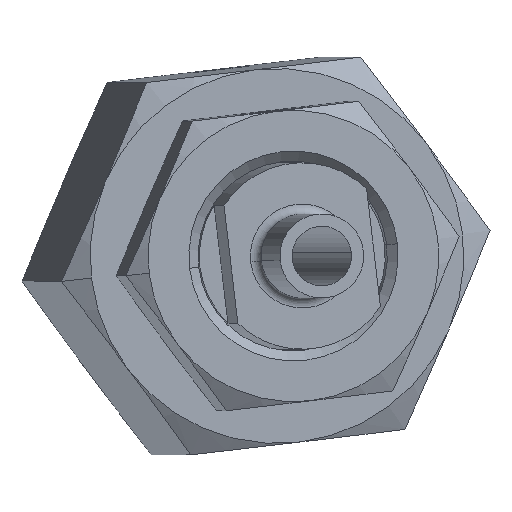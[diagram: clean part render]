
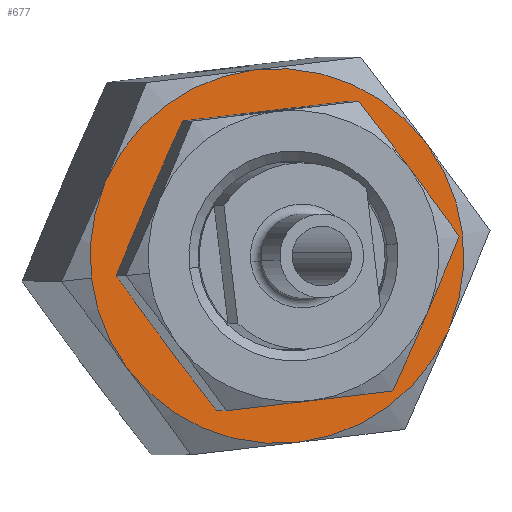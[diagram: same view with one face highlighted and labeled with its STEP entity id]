
A CAD part, left-side view. The second image highlights one B-rep face of the part: STEP entity #677.
In plain terms, the highlighted face is planar.
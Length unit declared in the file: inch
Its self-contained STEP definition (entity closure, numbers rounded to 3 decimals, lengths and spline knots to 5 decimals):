
#124 = EDGE_CURVE ( 'NONE', #12176, #9850, #21738, .T. ) ;
#271 = DIRECTION ( 'NONE',  ( 0., 0., -1. ) ) ;
#471 = CARTESIAN_POINT ( 'NONE',  ( 0., 0., 0. ) ) ;
#496 = ORIENTED_EDGE ( 'NONE', *, *, #15053, .F. ) ;
#624 = CARTESIAN_POINT ( 'NONE',  ( 0., -0.15473, 0.37932 ) ) ;
#649 = ORIENTED_EDGE ( 'NONE', *, *, #11657, .T. ) ;
#677 = ADVANCED_FACE ( 'NONE', ( #14880, #13171 ), #2198, .T. ) ;
#737 = CIRCLE ( 'NONE', #17954, 0.5625 ) ;
#835 = CARTESIAN_POINT ( 'NONE',  ( 0., -0.23904, 0.33955 ) ) ;
#1085 = CIRCLE ( 'NONE', #5495, 0.5625 ) ;
#1208 = VERTEX_POINT ( 'NONE', #1691 ) ;
#1443 = DIRECTION ( 'NONE',  ( 0., 0., -1. ) ) ;
#1519 = ORIENTED_EDGE ( 'NONE', *, *, #14659, .T. ) ;
#1691 = CARTESIAN_POINT ( 'NONE',  ( 0., 0.48714, 0.28125 ) ) ;
#1817 = VERTEX_POINT ( 'NONE', #17300 ) ;
#1870 = CIRCLE ( 'NONE', #7379, 0.5625 ) ;
#2198 = PLANE ( 'NONE',  #5493 ) ;
#2427 = DIRECTION ( 'NONE',  ( 1., 0., 0. ) ) ;
#2442 = DIRECTION ( 'NONE',  ( 0., 0., -1. ) ) ;
#3193 = CARTESIAN_POINT ( 'NONE',  ( 0., 0., 0. ) ) ;
#3210 = DIRECTION ( 'NONE',  ( -1., 0., 0. ) ) ;
#3286 = DIRECTION ( 'NONE',  ( 1., 0., 0. ) ) ;
#3741 = EDGE_CURVE ( 'NONE', #10293, #13615, #8902, .T. ) ;
#3897 = CARTESIAN_POINT ( 'NONE',  ( 0., 0., 0.5625 ) ) ;
#4435 = CARTESIAN_POINT ( 'NONE',  ( 0., -0.324, 0.2524 ) ) ;
#4511 = CARTESIAN_POINT ( 'NONE',  ( 0., -0.18506, 0.36687 ) ) ;
#4892 = VERTEX_POINT ( 'NONE', #21170 ) ;
#4920 = EDGE_CURVE ( 'NONE', #4892, #1208, #6312, .T. ) ;
#4926 = VERTEX_POINT ( 'NONE', #12480 ) ;
#5393 = CARTESIAN_POINT ( 'NONE',  ( 0., -0.3724, 0.16173 ) ) ;
#5398 = AXIS2_PLACEMENT_3D ( 'NONE', #23104, #3210, #23256 ) ;
#5493 = AXIS2_PLACEMENT_3D ( 'NONE', #8205, #11641, #2442 ) ;
#5495 = AXIS2_PLACEMENT_3D ( 'NONE', #7546, #13070, #271 ) ;
#5546 = CARTESIAN_POINT ( 'NONE',  ( 0., 0., 0. ) ) ;
#6123 = CARTESIAN_POINT ( 'NONE',  ( 0., -0.09139, 0.39558 ) ) ;
#6312 = CIRCLE ( 'NONE', #21802, 0.5625 ) ;
#6883 = B_SPLINE_CURVE_WITH_KNOTS ( 'NONE', 3,
 ( #6123, #18945, #17181, #624, #15262, #10061 ),
 .UNSPECIFIED., .F., .F.,
 ( 4, 2, 4 ),
 ( 0.02756, 0.0288, 0.03003 ),
 .UNSPECIFIED. ) ;
#6956 = CARTESIAN_POINT ( 'NONE',  ( 0., 0., 0. ) ) ;
#7008 = CARTESIAN_POINT ( 'NONE',  ( 0., -0.3724, 0.16173 ) ) ;
#7106 = DIRECTION ( 'NONE',  ( 1., 0., 0. ) ) ;
#7379 = AXIS2_PLACEMENT_3D ( 'NONE', #471, #16870, #15269 ) ;
#7546 = CARTESIAN_POINT ( 'NONE',  ( 0., 0., 0. ) ) ;
#7650 = EDGE_CURVE ( 'NONE', #19427, #20520, #6883, .T. ) ;
#7752 = CIRCLE ( 'NONE', #10644, 0.5625 ) ;
#8205 = CARTESIAN_POINT ( 'NONE',  ( 0., 0.32476, 0.5625 ) ) ;
#8424 = CARTESIAN_POINT ( 'NONE',  ( 0., 0., 0. ) ) ;
#8614 = CARTESIAN_POINT ( 'NONE',  ( 0., -0.36025, 0.19387 ) ) ;
#8630 = DIRECTION ( 'NONE',  ( 0., -1., 0. ) ) ;
#8771 = EDGE_CURVE ( 'NONE', #1208, #10893, #18009, .T. ) ;
#8902 = CIRCLE ( 'NONE', #21359, 0.5625 ) ;
#8931 = CIRCLE ( 'NONE', #5398, 0.406 ) ;
#9850 = VERTEX_POINT ( 'NONE', #5393 ) ;
#10061 = CARTESIAN_POINT ( 'NONE',  ( 0., -0.18506, 0.36687 ) ) ;
#10121 = EDGE_CURVE ( 'NONE', #1817, #9850, #22909, .T. ) ;
#10126 = ORIENTED_EDGE ( 'NONE', *, *, #13631, .F. ) ;
#10293 = VERTEX_POINT ( 'NONE', #19094 ) ;
#10307 = AXIS2_PLACEMENT_3D ( 'NONE', #5546, #13256, #14927 ) ;
#10644 = AXIS2_PLACEMENT_3D ( 'NONE', #8424, #3286, #1443 ) ;
#10893 = VERTEX_POINT ( 'NONE', #3897 ) ;
#11634 = CARTESIAN_POINT ( 'NONE',  ( 0., -0.48714, -0.28125 ) ) ;
#11641 = DIRECTION ( 'NONE',  ( 1., 0., 0. ) ) ;
#11657 = EDGE_CURVE ( 'NONE', #13615, #23226, #1085, .T. ) ;
#11713 = ORIENTED_EDGE ( 'NONE', *, *, #3741, .T. ) ;
#12153 = DIRECTION ( 'NONE',  ( -1., 0., 0. ) ) ;
#12176 = VERTEX_POINT ( 'NONE', #13681 ) ;
#12480 = CARTESIAN_POINT ( 'NONE',  ( 0., 0., 0.406 ) ) ;
#12919 = CARTESIAN_POINT ( 'NONE',  ( 0., -0.09139, 0.39558 ) ) ;
#13070 = DIRECTION ( 'NONE',  ( 1., 0., 0. ) ) ;
#13171 = FACE_OUTER_BOUND ( 'NONE', #22683, .T. ) ;
#13256 = DIRECTION ( 'NONE',  ( -1., 0., 0. ) ) ;
#13615 = VERTEX_POINT ( 'NONE', #11634 ) ;
#13631 = EDGE_CURVE ( 'NONE', #20520, #12176, #16400, .T. ) ;
#13667 = ORIENTED_EDGE ( 'NONE', *, *, #7650, .F. ) ;
#13681 = CARTESIAN_POINT ( 'NONE',  ( 0., -0.324, 0.2524 ) ) ;
#13948 = CARTESIAN_POINT ( 'NONE',  ( 0., 0., 0. ) ) ;
#14659 = EDGE_CURVE ( 'NONE', #23616, #10293, #1870, .T. ) ;
#14880 = FACE_BOUND ( 'NONE', #20805, .T. ) ;
#14927 = DIRECTION ( 'NONE',  ( 0., 0., 1. ) ) ;
#14996 = ORIENTED_EDGE ( 'NONE', *, *, #15887, .T. ) ;
#15051 = ORIENTED_EDGE ( 'NONE', *, *, #21878, .T. ) ;
#15053 = EDGE_CURVE ( 'NONE', #23616, #10893, #737, .T. ) ;
#15262 = CARTESIAN_POINT ( 'NONE',  ( 0., -0.17006, 0.37358 ) ) ;
#15269 = DIRECTION ( 'NONE',  ( 0., 0., -1. ) ) ;
#15320 = CARTESIAN_POINT ( 'NONE',  ( 0., -0.2867, 0.30005 ) ) ;
#15395 = ORIENTED_EDGE ( 'NONE', *, *, #4920, .T. ) ;
#15570 = DIRECTION ( 'NONE',  ( 0., 0., -1. ) ) ;
#15822 = AXIS2_PLACEMENT_3D ( 'NONE', #22468, #2427, #18831 ) ;
#15887 = EDGE_CURVE ( 'NONE', #4926, #1817, #20474, .T. ) ;
#16303 = ORIENTED_EDGE ( 'NONE', *, *, #21800, .T. ) ;
#16400 = B_SPLINE_CURVE_WITH_KNOTS ( 'NONE', 3,
 ( #4511, #835, #15320, #4435 ),
 .UNSPECIFIED., .F., .F.,
 ( 4, 4 ),
 ( 0., 0.00461 ),
 .UNSPECIFIED. ) ;
#16870 = DIRECTION ( 'NONE',  ( 1., 0., 0. ) ) ;
#16885 = CARTESIAN_POINT ( 'NONE',  ( 0., -0.18506, 0.36687 ) ) ;
#17181 = CARTESIAN_POINT ( 'NONE',  ( 0., -0.12339, 0.38891 ) ) ;
#17248 = ORIENTED_EDGE ( 'NONE', *, *, #124, .F. ) ;
#17300 = CARTESIAN_POINT ( 'NONE',  ( 0., 0., -0.406 ) ) ;
#17479 = CARTESIAN_POINT ( 'NONE',  ( 0., -0.48714, 0.28125 ) ) ;
#17546 = DIRECTION ( 'NONE',  ( -1., 0., 0. ) ) ;
#17622 = DIRECTION ( 'NONE',  ( 0., 0., 1. ) ) ;
#17954 = AXIS2_PLACEMENT_3D ( 'NONE', #3193, #12153, #8630 ) ;
#18009 = CIRCLE ( 'NONE', #15822, 0.5625 ) ;
#18270 = AXIS2_PLACEMENT_3D ( 'NONE', #13948, #17546, #17622 ) ;
#18517 = CARTESIAN_POINT ( 'NONE',  ( 0., 0., -0.5625 ) ) ;
#18831 = DIRECTION ( 'NONE',  ( 0., 0., -1. ) ) ;
#18945 = CARTESIAN_POINT ( 'NONE',  ( 0., -0.1074, 0.39274 ) ) ;
#19094 = CARTESIAN_POINT ( 'NONE',  ( 0., -0.5625, 0. ) ) ;
#19427 = VERTEX_POINT ( 'NONE', #12919 ) ;
#19780 = DIRECTION ( 'NONE',  ( 0., 0., -1. ) ) ;
#20474 = CIRCLE ( 'NONE', #18270, 0.406 ) ;
#20520 = VERTEX_POINT ( 'NONE', #16885 ) ;
#20805 = EDGE_LOOP ( 'NONE', ( #17248, #10126, #13667, #15051, #14996, #21362 ) ) ;
#21170 = CARTESIAN_POINT ( 'NONE',  ( 0., 0.48714, -0.28125 ) ) ;
#21359 = AXIS2_PLACEMENT_3D ( 'NONE', #23705, #7106, #15570 ) ;
#21362 = ORIENTED_EDGE ( 'NONE', *, *, #10121, .T. ) ;
#21738 = B_SPLINE_CURVE_WITH_KNOTS ( 'NONE', 3,
 ( #23456, #23529, #8614, #7008 ),
 .UNSPECIFIED., .F., .F.,
 ( 4, 4 ),
 ( 0., 0.00261 ),
 .UNSPECIFIED. ) ;
#21800 = EDGE_CURVE ( 'NONE', #23226, #4892, #7752, .T. ) ;
#21802 = AXIS2_PLACEMENT_3D ( 'NONE', #6956, #23332, #19780 ) ;
#21878 = EDGE_CURVE ( 'NONE', #19427, #4926, #8931, .T. ) ;
#22411 = ORIENTED_EDGE ( 'NONE', *, *, #8771, .T. ) ;
#22468 = CARTESIAN_POINT ( 'NONE',  ( 0., 0., 0. ) ) ;
#22683 = EDGE_LOOP ( 'NONE', ( #649, #16303, #15395, #22411, #496, #1519, #11713 ) ) ;
#22909 = CIRCLE ( 'NONE', #10307, 0.406 ) ;
#23104 = CARTESIAN_POINT ( 'NONE',  ( 0., 0., 0. ) ) ;
#23226 = VERTEX_POINT ( 'NONE', #18517 ) ;
#23256 = DIRECTION ( 'NONE',  ( 0., 0., 1. ) ) ;
#23332 = DIRECTION ( 'NONE',  ( 1., 0., 0. ) ) ;
#23456 = CARTESIAN_POINT ( 'NONE',  ( 0., -0.324, 0.2524 ) ) ;
#23529 = CARTESIAN_POINT ( 'NONE',  ( 0., -0.34407, 0.22407 ) ) ;
#23616 = VERTEX_POINT ( 'NONE', #17479 ) ;
#23705 = CARTESIAN_POINT ( 'NONE',  ( 0., 0., 0. ) ) ;
